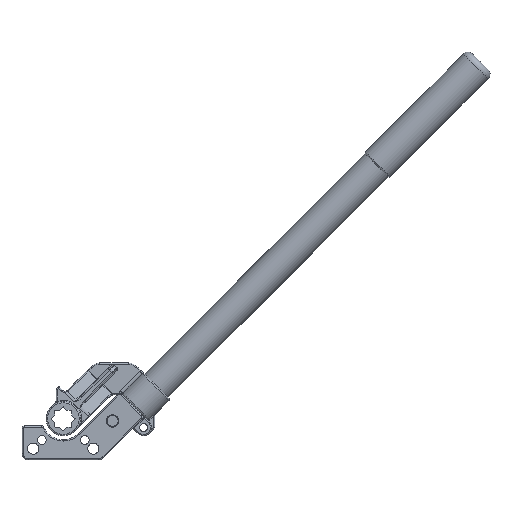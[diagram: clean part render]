
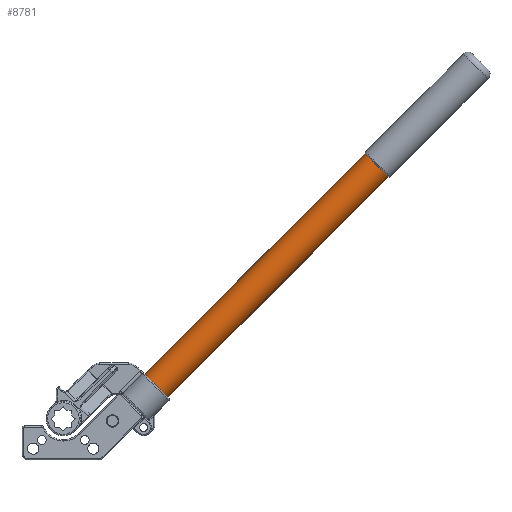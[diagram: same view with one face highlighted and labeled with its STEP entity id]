
A CAD part, front view. The second image highlights one B-rep face of the part: STEP entity #8781.
In plain terms, the highlighted cylindrical face has radius 13.5 mm (diameter 27 mm), a partial arc.
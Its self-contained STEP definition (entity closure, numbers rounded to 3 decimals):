
#104 = CARTESIAN_POINT ( 'NONE',  ( 258.094, 12., 208.597 ) ) ;
#383 = CARTESIAN_POINT ( 'NONE',  ( -670.472, 12., -719.969 ) ) ;
#840 = DIRECTION ( 'NONE',  ( -0.707, 0., -0.707 ) ) ;
#1011 = LINE ( 'NONE', #4854, #5490 ) ;
#1042 = CARTESIAN_POINT ( 'NONE',  ( 248.548, 12., 218.142 ) ) ;
#1075 = EDGE_CURVE ( 'NONE', #12050, #3989, #1011, .T. ) ;
#1323 = CIRCLE ( 'NONE', #7143, 13.5 ) ;
#1533 = EDGE_LOOP ( 'NONE', ( #11181, #5548, #9560, #5838 ) ) ;
#1582 = VERTEX_POINT ( 'NONE', #1042 ) ;
#1822 = CARTESIAN_POINT ( 'NONE',  ( -680.018, 12., -710.423 ) ) ;
#2330 = VECTOR ( 'NONE', #5712, 1000. ) ;
#2524 = EDGE_CURVE ( 'NONE', #12050, #1582, #9658, .T. ) ;
#2862 = DIRECTION ( 'NONE',  ( -0.707, 0., -0.707 ) ) ;
#2934 = VERTEX_POINT ( 'NONE', #7619 ) ;
#3204 = DIRECTION ( 'NONE',  ( -0.707, 0., -0.707 ) ) ;
#3989 = VERTEX_POINT ( 'NONE', #10765 ) ;
#4227 = AXIS2_PLACEMENT_3D ( 'NONE', #104, #2862, #5738 ) ;
#4854 = CARTESIAN_POINT ( 'NONE',  ( -660.926, 12., -729.515 ) ) ;
#5087 = DIRECTION ( 'NONE',  ( -0.707, 0., 0.707 ) ) ;
#5088 = DIRECTION ( 'NONE',  ( -0.707, 0., -0.707 ) ) ;
#5490 = VECTOR ( 'NONE', #5088, 1000. ) ;
#5548 = ORIENTED_EDGE ( 'NONE', *, *, #2524, .T. ) ;
#5607 = CARTESIAN_POINT ( 'NONE',  ( 76.368, 12., 26.87 ) ) ;
#5712 = DIRECTION ( 'NONE',  ( -0.707, 0., -0.707 ) ) ;
#5738 = DIRECTION ( 'NONE',  ( -0.707, 0., 0.707 ) ) ;
#5776 = LINE ( 'NONE', #1822, #2330 ) ;
#5838 = ORIENTED_EDGE ( 'NONE', *, *, #11167, .F. ) ;
#5900 = AXIS2_PLACEMENT_3D ( 'NONE', #383, #3204, #5087 ) ;
#7143 = AXIS2_PLACEMENT_3D ( 'NONE', #5607, #840, #9515 ) ;
#7333 = CARTESIAN_POINT ( 'NONE',  ( 267.64, 12., 199.051 ) ) ;
#7619 = CARTESIAN_POINT ( 'NONE',  ( 66.822, 12., 36.416 ) ) ;
#7985 = CYLINDRICAL_SURFACE ( 'NONE', #5900, 13.5 ) ;
#8781 = ADVANCED_FACE ( 'NONE', ( #11917 ), #7985, .T. ) ;
#9515 = DIRECTION ( 'NONE',  ( -0.707, 0., 0.707 ) ) ;
#9560 = ORIENTED_EDGE ( 'NONE', *, *, #11350, .T. ) ;
#9658 = CIRCLE ( 'NONE', #4227, 13.5 ) ;
#10765 = CARTESIAN_POINT ( 'NONE',  ( 85.913, 12., 17.324 ) ) ;
#11167 = EDGE_CURVE ( 'NONE', #3989, #2934, #1323, .T. ) ;
#11181 = ORIENTED_EDGE ( 'NONE', *, *, #1075, .F. ) ;
#11350 = EDGE_CURVE ( 'NONE', #1582, #2934, #5776, .T. ) ;
#11917 = FACE_OUTER_BOUND ( 'NONE', #1533, .T. ) ;
#12050 = VERTEX_POINT ( 'NONE', #7333 ) ;
